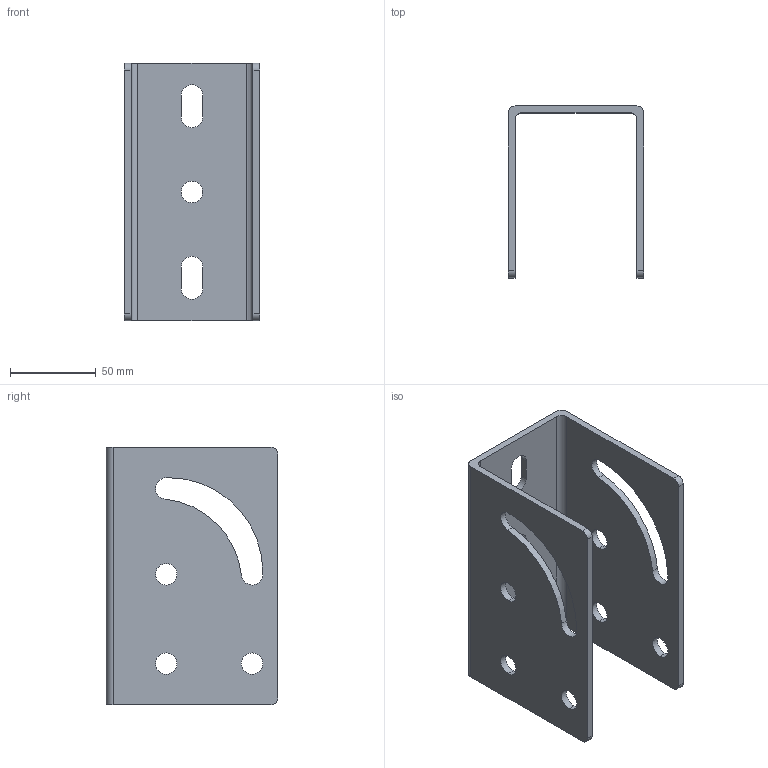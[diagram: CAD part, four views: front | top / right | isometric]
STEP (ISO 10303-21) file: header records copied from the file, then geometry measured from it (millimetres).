
FILE_DESCRIPTION (( 'STEP AP203' ), '1' );
FILE_NAME ('Ïñïó70ÑÂÍ.STEP', '2022-12-08T12:19:59', ( '' ), ( '' ), 'SwSTEP 2.0', 'SolidWorks 2020', '' );
FILE_SCHEMA (( 'CONFIG_CONTROL_DESIGN' ));
Length unit declared in the file: millimetre
Products named in the file (1): Ïñïó70ÑÂÍ
Bounding box: 79 x 100 x 150 mm (x, y, z)
Volume: 147028.5 mm3; surface area: 78996.9 mm2
Topology: 1 solids, 1 shells, 54 faces, 156 edges, 104 vertices
Faces by surface type: cylinder 36, plane 18
Entity records: 1933 total; most frequent: DIRECTION 338, CARTESIAN_POINT 315, ORIENTED_EDGE 312, EDGE_CURVE 156, AXIS2_PLACEMENT_3D 127, VERTEX_POINT 104, VECTOR 84, LINE 84
